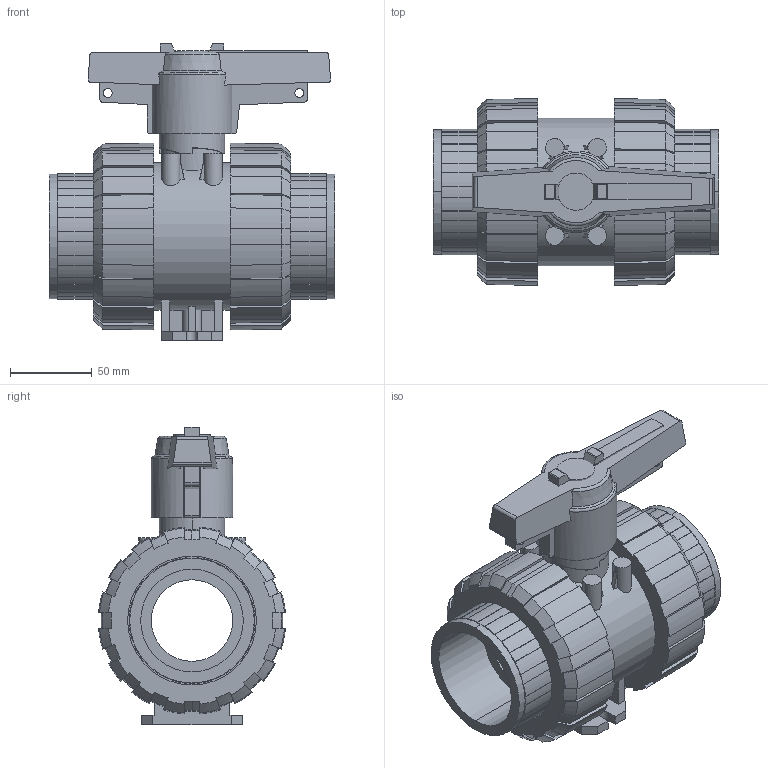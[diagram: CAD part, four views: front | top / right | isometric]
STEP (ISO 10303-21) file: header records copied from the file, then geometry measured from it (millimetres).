
FILE_DESCRIPTION(('STEP AP214'),'1');
FILE_NAME('cctmp_1CEAA57E-3B30-4B20-A0AB-7C79CAE4DB4D_2018_12_7_12_46_52_802..stp','2018-12-07T11:46:53',('Praher Valves GmbH'),('CADClick - www.CADClick.com'),'Spatial InterOp 3D',' ','unknown authorization');
FILE_SCHEMA(('AUTOMOTIVE_DESIGN'));
Length unit declared in the file: millimetre
Products named in the file (8): 128815
Assembly tree (7 placements, depth 2):
  (unnamed)
    128815
    128815
    128815
    128815
    128815
    128815
    128815
Bounding box: 175 x 114.61 x 182.67 mm (x, y, z)
Volume: 1059724.3 mm3; surface area: 230247.4 mm2
Topology: 7 solids, 7 shells, 566 faces, 1612 edges, 1074 vertices
Faces by surface type: plane 280, cone 148, cylinder 130, torus 8
Entity records: 23658 total; most frequent: CARTESIAN_POINT 4491, ORIENTED_EDGE 3224, DIRECTION 2984, EDGE_CURVE 1612, AXIS2_PLACEMENT_3D 1116, VERTEX_POINT 1074, LINE 752, VECTOR 752
